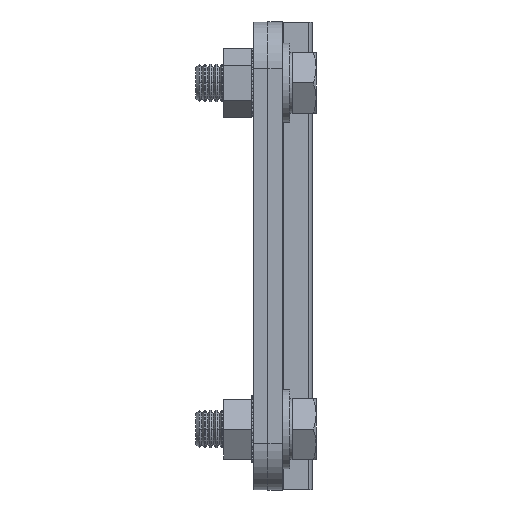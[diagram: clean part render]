
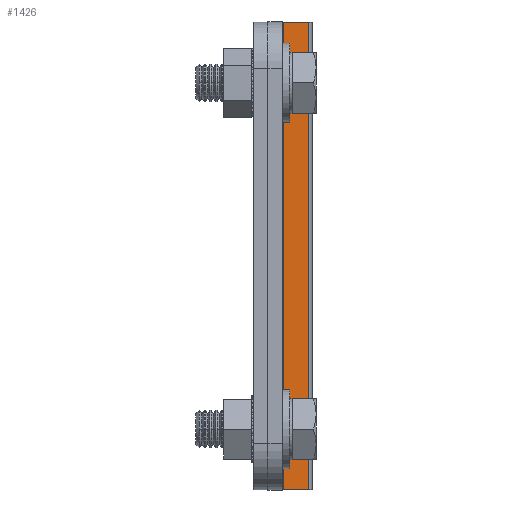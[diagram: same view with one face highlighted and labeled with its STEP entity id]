
A CAD part, left-side view. The second image highlights one B-rep face of the part: STEP entity #1426.
In plain terms, the highlighted face is planar.
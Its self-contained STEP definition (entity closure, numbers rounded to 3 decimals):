
#151 = ORIENTED_EDGE ( 'NONE', *, *, #1299, .F. ) ;
#309 = VECTOR ( 'NONE', #3627, 1000. ) ;
#497 = VERTEX_POINT ( 'NONE', #6386 ) ;
#512 = VERTEX_POINT ( 'NONE', #9806 ) ;
#988 = CARTESIAN_POINT ( 'NONE',  ( 50., 16.918, 15.733 ) ) ;
#1299 = EDGE_CURVE ( 'NONE', #9570, #512, #3835, .T. ) ;
#1426 = ADVANCED_FACE ( 'NONE', ( #2979 ), #1841, .F. ) ;
#1841 = PLANE ( 'NONE',  #9958 ) ;
#2048 = DIRECTION ( 'NONE',  ( 1., 0., 0. ) ) ;
#2447 = CARTESIAN_POINT ( 'NONE',  ( -50., -10.4, -16.824 ) ) ;
#2693 = VERTEX_POINT ( 'NONE', #5769 ) ;
#2932 = LINE ( 'NONE', #7761, #5183 ) ;
#2979 = FACE_OUTER_BOUND ( 'NONE', #3227, .T. ) ;
#3227 = EDGE_LOOP ( 'NONE', ( #151, #4207, #4539, #8201 ) ) ;
#3386 = DIRECTION ( 'NONE',  ( 0., 0.766, -0.643 ) ) ;
#3627 = DIRECTION ( 'NONE',  ( -1., 0., 0. ) ) ;
#3835 = LINE ( 'NONE', #4808, #7217 ) ;
#4207 = ORIENTED_EDGE ( 'NONE', *, *, #4518, .T. ) ;
#4518 = EDGE_CURVE ( 'NONE', #9570, #497, #4869, .T. ) ;
#4539 = ORIENTED_EDGE ( 'NONE', *, *, #9312, .F. ) ;
#4808 = CARTESIAN_POINT ( 'NONE',  ( 50., -10.4, -16.824 ) ) ;
#4869 = LINE ( 'NONE', #8374, #309 ) ;
#5183 = VECTOR ( 'NONE', #2048, 1000. ) ;
#5769 = CARTESIAN_POINT ( 'NONE',  ( -50., -5.609, -11.114 ) ) ;
#6272 = DIRECTION ( 'NONE',  ( 0., 0.643, 0.766 ) ) ;
#6386 = CARTESIAN_POINT ( 'NONE',  ( -50., -0.234, -4.709 ) ) ;
#7217 = VECTOR ( 'NONE', #7978, 1000. ) ;
#7761 = CARTESIAN_POINT ( 'NONE',  ( 50., -5.609, -11.114 ) ) ;
#7931 = EDGE_CURVE ( 'NONE', #2693, #512, #2932, .T. ) ;
#7978 = DIRECTION ( 'NONE',  ( 0., -0.643, -0.766 ) ) ;
#7996 = LINE ( 'NONE', #2447, #9347 ) ;
#8201 = ORIENTED_EDGE ( 'NONE', *, *, #7931, .T. ) ;
#8374 = CARTESIAN_POINT ( 'NONE',  ( 50., -0.234, -4.709 ) ) ;
#8532 = CARTESIAN_POINT ( 'NONE',  ( 50., -0.234, -4.709 ) ) ;
#8904 = DIRECTION ( 'NONE',  ( 0., 0.643, 0.766 ) ) ;
#9312 = EDGE_CURVE ( 'NONE', #2693, #497, #7996, .T. ) ;
#9347 = VECTOR ( 'NONE', #6272, 1000. ) ;
#9570 = VERTEX_POINT ( 'NONE', #8532 ) ;
#9806 = CARTESIAN_POINT ( 'NONE',  ( 50., -5.609, -11.114 ) ) ;
#9958 = AXIS2_PLACEMENT_3D ( 'NONE', #988, #3386, #8904 ) ;
